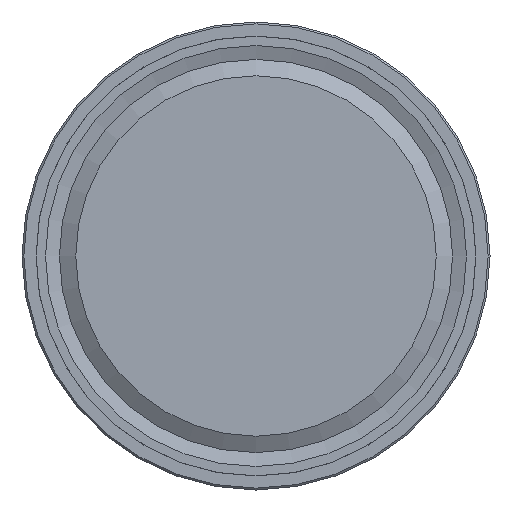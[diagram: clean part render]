
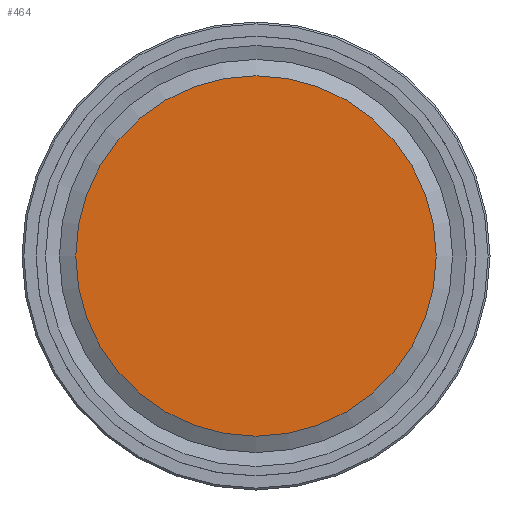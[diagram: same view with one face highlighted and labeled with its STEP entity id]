
A CAD part, left-side view. The second image highlights one B-rep face of the part: STEP entity #464.
In plain terms, the highlighted planar face has unit normal (-1, 0, 0).
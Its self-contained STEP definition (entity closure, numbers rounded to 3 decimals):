
#91=PLANE('',#508);
#135=FACE_OUTER_BOUND('',#170,.T.);
#170=EDGE_LOOP('',(#412));
#204=CIRCLE('',#509,19.25);
#250=VERTEX_POINT('',#787);
#308=EDGE_CURVE('',#250,#250,#204,.T.);
#412=ORIENTED_EDGE('',*,*,#308,.F.);
#464=ADVANCED_FACE('',(#135),#91,.T.);
#508=AXIS2_PLACEMENT_3D('',#786,#615,#616);
#509=AXIS2_PLACEMENT_3D('',#788,#617,#618);
#615=DIRECTION('center_axis',(-1.,0.,0.));
#616=DIRECTION('ref_axis',(0.,0.,1.));
#617=DIRECTION('center_axis',(1.,0.,0.));
#618=DIRECTION('ref_axis',(0.,0.,-1.));
#786=CARTESIAN_POINT('Origin',(0.,19.25,0.));
#787=CARTESIAN_POINT('',(0.,19.25,0.));
#788=CARTESIAN_POINT('Origin',(0.,0.,0.));
